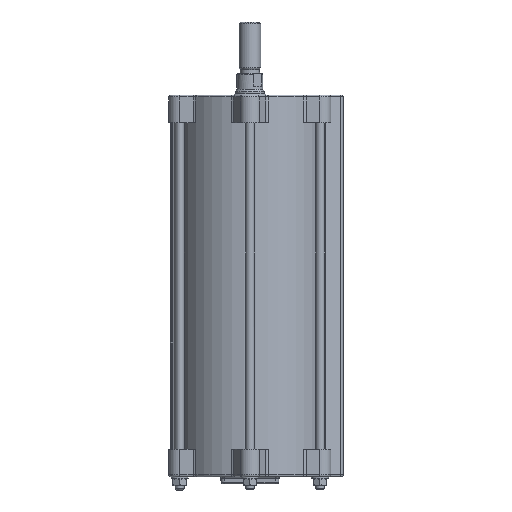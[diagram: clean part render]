
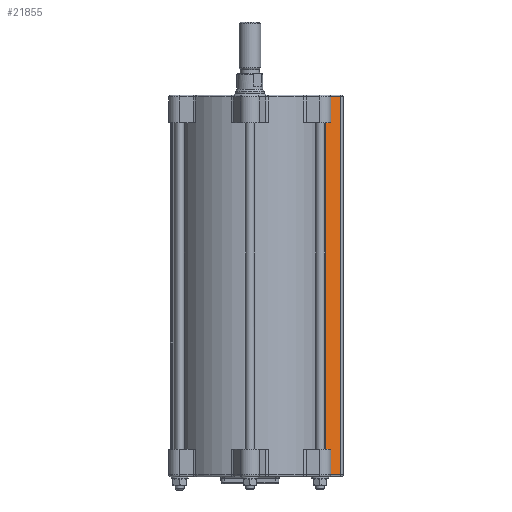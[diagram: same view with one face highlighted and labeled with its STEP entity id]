
A CAD part, front view. The second image highlights one B-rep face of the part: STEP entity #21855.
In plain terms, the highlighted planar face has unit normal (0.342, -0.94, 0).
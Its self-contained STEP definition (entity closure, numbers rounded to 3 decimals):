
#1295=LINE('',#40074,#1927);
#1318=LINE('',#40218,#1950);
#1319=LINE('',#40222,#1951);
#1320=LINE('',#40223,#1952);
#1927=VECTOR('',#28400,10.);
#1950=VECTOR('',#28625,10.);
#1951=VECTOR('',#28630,10.);
#1952=VECTOR('',#28631,10.);
#4224=FACE_OUTER_BOUND('',#5864,.T.);
#5864=EDGE_LOOP('',(#16036,#16037,#16038,#16039));
#9453=VERTEX_POINT('',#40068);
#9454=VERTEX_POINT('',#40072);
#9474=VERTEX_POINT('',#40217);
#9475=VERTEX_POINT('',#40221);
#11769=EDGE_CURVE('',#9454,#9453,#1295,.T.);
#11842=EDGE_CURVE('',#9474,#9454,#1318,.T.);
#11844=EDGE_CURVE('',#9453,#9475,#1319,.T.);
#11845=EDGE_CURVE('',#9475,#9474,#1320,.T.);
#16036=ORIENTED_EDGE('',*,*,#11844,.F.);
#16037=ORIENTED_EDGE('',*,*,#11769,.F.);
#16038=ORIENTED_EDGE('',*,*,#11842,.F.);
#16039=ORIENTED_EDGE('',*,*,#11845,.F.);
#19445=PLANE('',#24055);
#21855=ADVANCED_FACE('',(#4224),#19445,.T.);
#24055=AXIS2_PLACEMENT_3D('',#40220,#28628,#28629);
#28400=DIRECTION('',(0.94,0.342,0.));
#28625=DIRECTION('',(0.,0.,1.));
#28628=DIRECTION('center_axis',(0.342,-0.94,0.));
#28629=DIRECTION('ref_axis',(0.94,0.342,0.));
#28630=DIRECTION('',(0.,0.,-1.));
#28631=DIRECTION('',(-0.94,-0.342,0.));
#40068=CARTESIAN_POINT('',(252.155,87.151,491.5));
#40072=CARTESIAN_POINT('',(230.688,79.337,491.5));
#40074=CARTESIAN_POINT('',(183.977,62.336,491.5));
#40217=CARTESIAN_POINT('',(230.688,79.337,-36.));
#40218=CARTESIAN_POINT('',(230.688,79.337,494.));
#40220=CARTESIAN_POINT('Origin',(223.445,76.701,455.5));
#40221=CARTESIAN_POINT('',(252.155,87.151,-36.));
#40222=CARTESIAN_POINT('',(252.155,87.151,455.5));
#40223=CARTESIAN_POINT('',(199.977,68.159,-36.));
